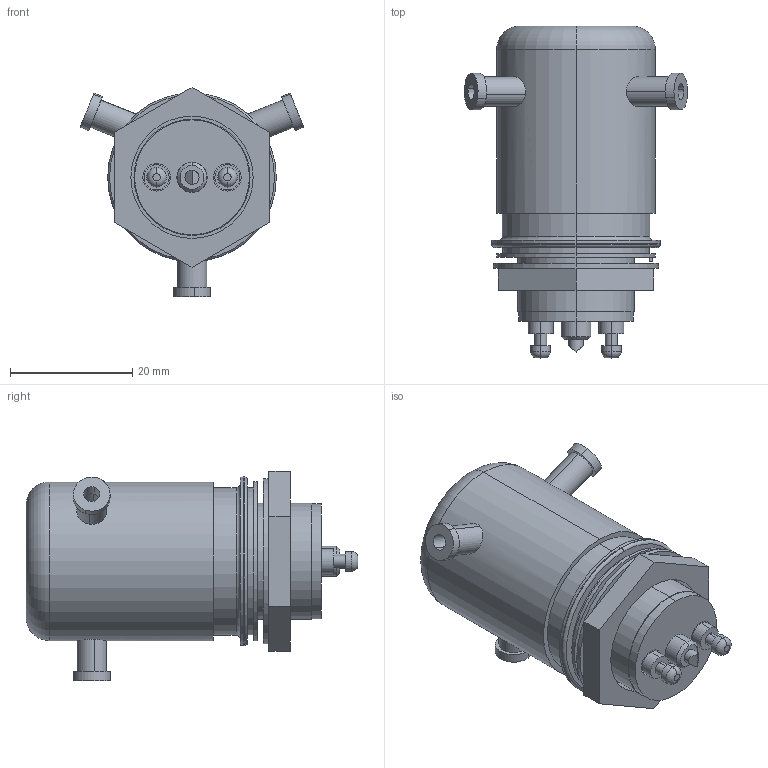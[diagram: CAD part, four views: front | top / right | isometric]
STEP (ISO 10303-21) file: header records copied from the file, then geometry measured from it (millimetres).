
FILE_DESCRIPTION (( 'STEP AP214' ), '1' );
FILE_NAME ('G2WP_step_021314.STEP', '2014-02-13T21:16:59', ( 'User' ), ( '' ), 'SwSTEP 2.0', 'SolidWorks 2013', '' );
FILE_SCHEMA (( 'AUTOMOTIVE_DESIGN' ));
Length unit declared in the file: inch
Products named in the file (1): G2WP_step_021314
Bounding box: 36.55 x 54.31 x 34.2 mm (x, y, z)
Volume: 12588.2 mm3; surface area: 12803.7 mm2
Topology: 15 solids, 15 shells, 170 faces, 353 edges, 230 vertices
Faces by surface type: cylinder 91, plane 63, torus 14, cone 2
Entity records: 7361 total; most frequent: CARTESIAN_POINT 1120, DIRECTION 873, ORIENTED_EDGE 706, AXIS2_PLACEMENT_3D 369, EDGE_CURVE 353, VERTEX_POINT 230, EDGE_LOOP 211, CIRCLE 198
